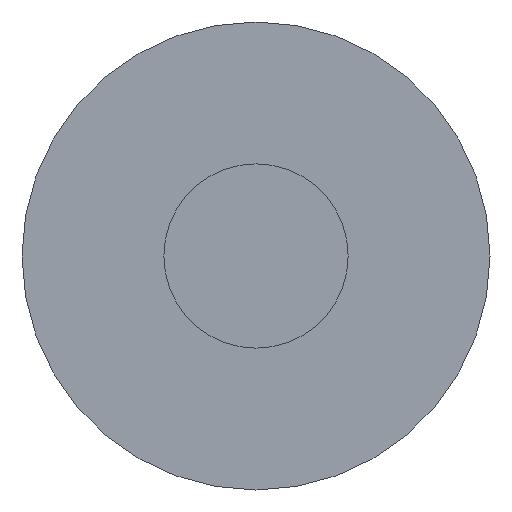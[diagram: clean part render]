
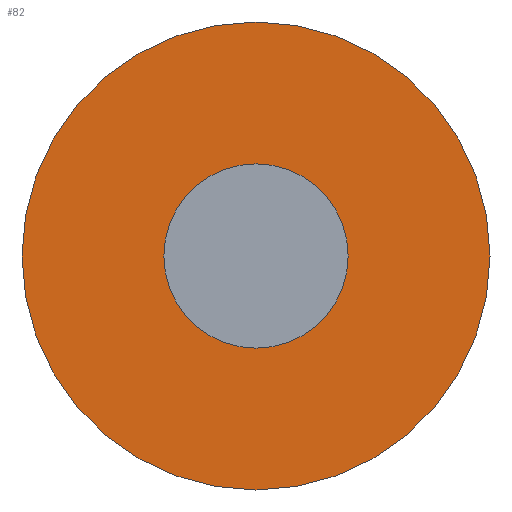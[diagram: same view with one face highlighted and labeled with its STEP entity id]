
A CAD part, left-side view. The second image highlights one B-rep face of the part: STEP entity #82.
In plain terms, the highlighted planar face has unit normal (-1, 0, 0).
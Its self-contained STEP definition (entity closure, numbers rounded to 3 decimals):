
#10 = CARTESIAN_POINT ( 'NONE',  ( -3., 0., 0. ) ) ;
#18 = DIRECTION ( 'NONE',  ( 0., 0., 1. ) ) ;
#21 = PLANE ( 'NONE',  #73 ) ;
#23 = EDGE_CURVE ( 'NONE', #310, #292, #260, .T. ) ;
#39 = ORIENTED_EDGE ( 'NONE', *, *, #126, .T. ) ;
#42 = DIRECTION ( 'NONE',  ( -1., 0., 0. ) ) ;
#52 = CARTESIAN_POINT ( 'NONE',  ( -3., 0., 12.7 ) ) ;
#60 = EDGE_LOOP ( 'NONE', ( #192, #39 ) ) ;
#65 = EDGE_CURVE ( 'NONE', #292, #310, #271, .T. ) ;
#73 = AXIS2_PLACEMENT_3D ( 'NONE', #124, #223, #96 ) ;
#82 = ADVANCED_FACE ( 'NONE', ( #175, #250 ), #21, .F. ) ;
#94 = CARTESIAN_POINT ( 'NONE',  ( -3., 0., 0. ) ) ;
#96 = DIRECTION ( 'NONE',  ( 0., 0., -1. ) ) ;
#102 = CIRCLE ( 'NONE', #143, 12.7 ) ;
#114 = CARTESIAN_POINT ( 'NONE',  ( -3., 0., -5. ) ) ;
#119 = AXIS2_PLACEMENT_3D ( 'NONE', #245, #42, #128 ) ;
#124 = CARTESIAN_POINT ( 'NONE',  ( -3., 5., 0. ) ) ;
#126 = EDGE_CURVE ( 'NONE', #265, #168, #240, .T. ) ;
#128 = DIRECTION ( 'NONE',  ( 0., 0., 1. ) ) ;
#129 = AXIS2_PLACEMENT_3D ( 'NONE', #94, #196, #301 ) ;
#139 = ORIENTED_EDGE ( 'NONE', *, *, #65, .F. ) ;
#143 = AXIS2_PLACEMENT_3D ( 'NONE', #10, #165, #18 ) ;
#144 = AXIS2_PLACEMENT_3D ( 'NONE', #172, #304, #272 ) ;
#165 = DIRECTION ( 'NONE',  ( -1., 0., 0. ) ) ;
#168 = VERTEX_POINT ( 'NONE', #52 ) ;
#172 = CARTESIAN_POINT ( 'NONE',  ( -3., 0., 0. ) ) ;
#175 = FACE_BOUND ( 'NONE', #184, .T. ) ;
#184 = EDGE_LOOP ( 'NONE', ( #139, #285 ) ) ;
#192 = ORIENTED_EDGE ( 'NONE', *, *, #320, .T. ) ;
#196 = DIRECTION ( 'NONE',  ( -1., 0., 0. ) ) ;
#223 = DIRECTION ( 'NONE',  ( 1., 0., 0. ) ) ;
#240 = CIRCLE ( 'NONE', #144, 12.7 ) ;
#245 = CARTESIAN_POINT ( 'NONE',  ( -3., 0., 0. ) ) ;
#250 = FACE_OUTER_BOUND ( 'NONE', #60, .T. ) ;
#260 = CIRCLE ( 'NONE', #119, 5. ) ;
#265 = VERTEX_POINT ( 'NONE', #333 ) ;
#271 = CIRCLE ( 'NONE', #129, 5. ) ;
#272 = DIRECTION ( 'NONE',  ( 0., 0., 1. ) ) ;
#285 = ORIENTED_EDGE ( 'NONE', *, *, #23, .F. ) ;
#292 = VERTEX_POINT ( 'NONE', #315 ) ;
#301 = DIRECTION ( 'NONE',  ( 0., 0., 1. ) ) ;
#304 = DIRECTION ( 'NONE',  ( -1., 0., 0. ) ) ;
#310 = VERTEX_POINT ( 'NONE', #114 ) ;
#315 = CARTESIAN_POINT ( 'NONE',  ( -3., 0., 5. ) ) ;
#320 = EDGE_CURVE ( 'NONE', #168, #265, #102, .T. ) ;
#333 = CARTESIAN_POINT ( 'NONE',  ( -3., 0., -12.7 ) ) ;
